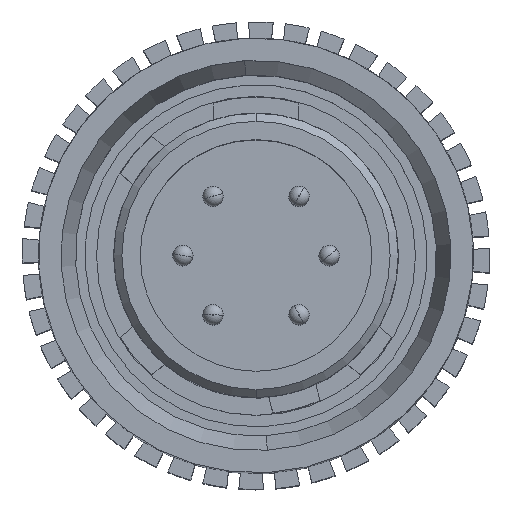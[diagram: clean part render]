
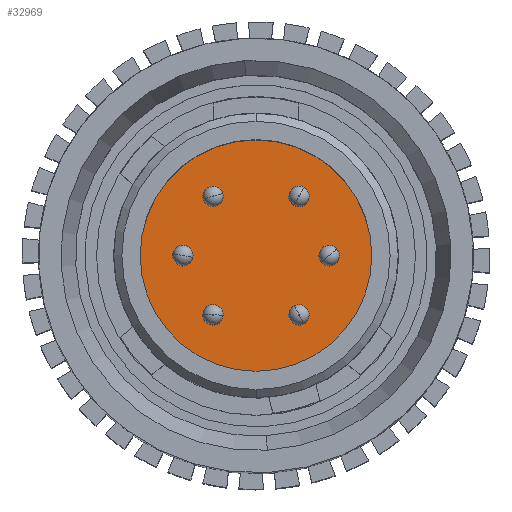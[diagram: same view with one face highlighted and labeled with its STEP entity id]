
A CAD part, top view. The second image highlights one B-rep face of the part: STEP entity #32969.
In plain terms, the highlighted planar face has unit normal (0, 0, 1).
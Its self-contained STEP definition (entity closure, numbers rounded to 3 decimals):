
#36 = AXIS2_PLACEMENT_3D ( 'NONE', #11009, #42549, #47207 ) ;
#105 = DIRECTION ( 'NONE',  ( 0., 0., 1. ) ) ;
#658 = EDGE_CURVE ( 'NONE', #35661, #24809, #31337, .T. ) ;
#1283 = CARTESIAN_POINT ( 'NONE',  ( 1.058, -1.456, 0. ) ) ;
#1309 = CARTESIAN_POINT ( 'NONE',  ( 1.058, 1.456, 0. ) ) ;
#1354 = CARTESIAN_POINT ( 'NONE',  ( -1.058, 1.456, 0. ) ) ;
#1441 = FACE_BOUND ( 'NONE', #5858, .T. ) ;
#1525 = EDGE_CURVE ( 'NONE', #50424, #3200, #19484, .T. ) ;
#1642 = CIRCLE ( 'NONE', #25572, 2.85 ) ;
#1705 = FACE_BOUND ( 'NONE', #49381, .T. ) ;
#1797 = CARTESIAN_POINT ( 'NONE',  ( -1.058, -1.456, 0. ) ) ;
#2078 = CIRCLE ( 'NONE', #4521, 0.25 ) ;
#2198 = DIRECTION ( 'NONE',  ( 0., 0., -1. ) ) ;
#2558 = CIRCLE ( 'NONE', #28033, 0.25 ) ;
#2811 = CARTESIAN_POINT ( 'NONE',  ( 1.058, -1.456, 0. ) ) ;
#3200 = VERTEX_POINT ( 'NONE', #21492 ) ;
#3298 = VERTEX_POINT ( 'NONE', #33886 ) ;
#3374 = VERTEX_POINT ( 'NONE', #7253 ) ;
#3403 = CIRCLE ( 'NONE', #28964, 0.25 ) ;
#3844 = EDGE_CURVE ( 'NONE', #3200, #50424, #1642, .T. ) ;
#4521 = AXIS2_PLACEMENT_3D ( 'NONE', #1354, #37292, #28739 ) ;
#4824 = ORIENTED_EDGE ( 'NONE', *, *, #10302, .T. ) ;
#4949 = ORIENTED_EDGE ( 'NONE', *, *, #10061, .T. ) ;
#5278 = EDGE_CURVE ( 'NONE', #17949, #3374, #42540, .T. ) ;
#5562 = FACE_BOUND ( 'NONE', #17742, .T. ) ;
#5835 = DIRECTION ( 'NONE',  ( 0., 0., 1. ) ) ;
#5858 = EDGE_LOOP ( 'NONE', ( #32236, #47097 ) ) ;
#6127 = EDGE_LOOP ( 'NONE', ( #4824, #4949 ) ) ;
#6398 = EDGE_LOOP ( 'NONE', ( #42531, #36550 ) ) ;
#7084 = CARTESIAN_POINT ( 'NONE',  ( -1.554, -0.044, 0. ) ) ;
#7253 = CARTESIAN_POINT ( 'NONE',  ( 1.176, -1.677, 0. ) ) ;
#7536 = DIRECTION ( 'NONE',  ( 0., -1., 0. ) ) ;
#7842 = CIRCLE ( 'NONE', #32601, 0.25 ) ;
#7969 = EDGE_CURVE ( 'NONE', #45031, #9114, #2558, .T. ) ;
#8065 = CARTESIAN_POINT ( 'NONE',  ( 0., 0., 0. ) ) ;
#8598 = CARTESIAN_POINT ( 'NONE',  ( 1.8, 0., 0. ) ) ;
#9091 = DIRECTION ( 'NONE',  ( 1., 0., 0. ) ) ;
#9114 = VERTEX_POINT ( 'NONE', #47027 ) ;
#9215 = VERTEX_POINT ( 'NONE', #12847 ) ;
#10061 = EDGE_CURVE ( 'NONE', #9215, #46270, #49412, .T. ) ;
#10079 = DIRECTION ( 'NONE',  ( 1., 0., 0. ) ) ;
#10302 = EDGE_CURVE ( 'NONE', #46270, #9215, #17081, .T. ) ;
#10913 = ORIENTED_EDGE ( 'NONE', *, *, #22059, .F. ) ;
#10959 = AXIS2_PLACEMENT_3D ( 'NONE', #16788, #28656, #23323 ) ;
#11009 = CARTESIAN_POINT ( 'NONE',  ( -1.8, 0., 0. ) ) ;
#11927 = CARTESIAN_POINT ( 'NONE',  ( 1.8, 0., 0. ) ) ;
#12000 = AXIS2_PLACEMENT_3D ( 'NONE', #2811, #18572, #22699 ) ;
#12711 = EDGE_CURVE ( 'NONE', #3298, #49369, #21651, .T. ) ;
#12758 = DIRECTION ( 'NONE',  ( 1., 0., 0. ) ) ;
#12847 = CARTESIAN_POINT ( 'NONE',  ( 1.612, -0.165, 0. ) ) ;
#13337 = ORIENTED_EDGE ( 'NONE', *, *, #1525, .F. ) ;
#14634 = ORIENTED_EDGE ( 'NONE', *, *, #37899, .F. ) ;
#16351 = DIRECTION ( 'NONE',  ( 0., 0., -1. ) ) ;
#16542 = CARTESIAN_POINT ( 'NONE',  ( -1.058, -1.456, 0. ) ) ;
#16754 = ORIENTED_EDGE ( 'NONE', *, *, #12711, .F. ) ;
#16788 = CARTESIAN_POINT ( 'NONE',  ( 1.058, 1.456, 0. ) ) ;
#16909 = DIRECTION ( 'NONE',  ( 0., -1., 0. ) ) ;
#17081 = CIRCLE ( 'NONE', #32797, 0.25 ) ;
#17197 = FACE_OUTER_BOUND ( 'NONE', #34905, .T. ) ;
#17457 = FACE_BOUND ( 'NONE', #6398, .T. ) ;
#17489 = VERTEX_POINT ( 'NONE', #26480 ) ;
#17742 = EDGE_LOOP ( 'NONE', ( #10913, #22574 ) ) ;
#17778 = CARTESIAN_POINT ( 'NONE',  ( -1.058, 1.456, 0. ) ) ;
#17949 = VERTEX_POINT ( 'NONE', #37592 ) ;
#18572 = DIRECTION ( 'NONE',  ( 0., 0., 1. ) ) ;
#19484 = CIRCLE ( 'NONE', #40182, 2.85 ) ;
#19672 = DIRECTION ( 'NONE',  ( 1., 0., 0. ) ) ;
#20841 = CIRCLE ( 'NONE', #10959, 0.25 ) ;
#21492 = CARTESIAN_POINT ( 'NONE',  ( 0., 2.85, 0. ) ) ;
#21651 = CIRCLE ( 'NONE', #22509, 0.25 ) ;
#22059 = EDGE_CURVE ( 'NONE', #9114, #45031, #2078, .T. ) ;
#22244 = AXIS2_PLACEMENT_3D ( 'NONE', #16542, #39295, #23500 ) ;
#22269 = CARTESIAN_POINT ( 'NONE',  ( -1.308, -1.444, 0. ) ) ;
#22509 = AXIS2_PLACEMENT_3D ( 'NONE', #1309, #40623, #40110 ) ;
#22574 = ORIENTED_EDGE ( 'NONE', *, *, #7969, .F. ) ;
#22699 = DIRECTION ( 'NONE',  ( 1., 0., 0. ) ) ;
#23323 = DIRECTION ( 'NONE',  ( 1., 0., 0. ) ) ;
#23500 = DIRECTION ( 'NONE',  ( 1., 0., 0. ) ) ;
#24809 = VERTEX_POINT ( 'NONE', #22269 ) ;
#24855 = DIRECTION ( 'NONE',  ( 0., 0., -1. ) ) ;
#25198 = FACE_BOUND ( 'NONE', #6127, .T. ) ;
#25572 = AXIS2_PLACEMENT_3D ( 'NONE', #44849, #2198, #16909 ) ;
#26326 = VERTEX_POINT ( 'NONE', #7084 ) ;
#26480 = CARTESIAN_POINT ( 'NONE',  ( -2.046, 0.044, 0. ) ) ;
#27708 = ORIENTED_EDGE ( 'NONE', *, *, #30562, .F. ) ;
#28033 = AXIS2_PLACEMENT_3D ( 'NONE', #17778, #105, #40188 ) ;
#28198 = DIRECTION ( 'NONE',  ( 0., 0., -1. ) ) ;
#28656 = DIRECTION ( 'NONE',  ( 0., 0., 1. ) ) ;
#28739 = DIRECTION ( 'NONE',  ( 1., 0., 0. ) ) ;
#28964 = AXIS2_PLACEMENT_3D ( 'NONE', #1283, #32795, #41112 ) ;
#29466 = CARTESIAN_POINT ( 'NONE',  ( 1.988, 0.165, 0. ) ) ;
#30562 = EDGE_CURVE ( 'NONE', #49369, #3298, #20841, .T. ) ;
#31337 = CIRCLE ( 'NONE', #22244, 0.25 ) ;
#32106 = DIRECTION ( 'NONE',  ( 0., -1., 0. ) ) ;
#32236 = ORIENTED_EDGE ( 'NONE', *, *, #48720, .F. ) ;
#32601 = AXIS2_PLACEMENT_3D ( 'NONE', #40138, #28198, #9091 ) ;
#32795 = DIRECTION ( 'NONE',  ( 0., 0., 1. ) ) ;
#32797 = AXIS2_PLACEMENT_3D ( 'NONE', #8598, #24855, #12758 ) ;
#32969 = ADVANCED_FACE ( 'NONE', ( #25198, #1441, #17197, #41008, #5562, #1705, #17457 ), #41281, .T. ) ;
#32972 = ORIENTED_EDGE ( 'NONE', *, *, #5278, .F. ) ;
#33886 = CARTESIAN_POINT ( 'NONE',  ( 0.932, 1.24, 0. ) ) ;
#34360 = AXIS2_PLACEMENT_3D ( 'NONE', #1797, #49876, #10079 ) ;
#34905 = EDGE_LOOP ( 'NONE', ( #38990, #13337 ) ) ;
#35661 = VERTEX_POINT ( 'NONE', #36682 ) ;
#35957 = DIRECTION ( 'NONE',  ( 0., 0., -1. ) ) ;
#36550 = ORIENTED_EDGE ( 'NONE', *, *, #47143, .T. ) ;
#36682 = CARTESIAN_POINT ( 'NONE',  ( -0.808, -1.469, 0. ) ) ;
#36936 = AXIS2_PLACEMENT_3D ( 'NONE', #49281, #5835, #7536 ) ;
#37192 = CIRCLE ( 'NONE', #36, 0.25 ) ;
#37292 = DIRECTION ( 'NONE',  ( 0., 0., 1. ) ) ;
#37316 = EDGE_CURVE ( 'NONE', #17489, #26326, #37192, .T. ) ;
#37592 = CARTESIAN_POINT ( 'NONE',  ( 0.94, -1.236, 0. ) ) ;
#37677 = CARTESIAN_POINT ( 'NONE',  ( -1.299, 1.391, 0. ) ) ;
#37899 = EDGE_CURVE ( 'NONE', #3374, #17949, #3403, .T. ) ;
#38663 = AXIS2_PLACEMENT_3D ( 'NONE', #11927, #35957, #19672 ) ;
#38990 = ORIENTED_EDGE ( 'NONE', *, *, #3844, .F. ) ;
#39295 = DIRECTION ( 'NONE',  ( 0., 0., 1. ) ) ;
#39330 = CIRCLE ( 'NONE', #34360, 0.25 ) ;
#40110 = DIRECTION ( 'NONE',  ( 1., 0., 0. ) ) ;
#40138 = CARTESIAN_POINT ( 'NONE',  ( -1.8, 0., 0. ) ) ;
#40182 = AXIS2_PLACEMENT_3D ( 'NONE', #8065, #16351, #32106 ) ;
#40188 = DIRECTION ( 'NONE',  ( 1., 0., 0. ) ) ;
#40623 = DIRECTION ( 'NONE',  ( 0., 0., 1. ) ) ;
#40878 = CARTESIAN_POINT ( 'NONE',  ( 0., -2.85, 0. ) ) ;
#41008 = FACE_BOUND ( 'NONE', #42332, .T. ) ;
#41112 = DIRECTION ( 'NONE',  ( 1., 0., 0. ) ) ;
#41281 = PLANE ( 'NONE',  #36936 ) ;
#42332 = EDGE_LOOP ( 'NONE', ( #32972, #14634 ) ) ;
#42531 = ORIENTED_EDGE ( 'NONE', *, *, #37316, .T. ) ;
#42540 = CIRCLE ( 'NONE', #12000, 0.25 ) ;
#42549 = DIRECTION ( 'NONE',  ( 0., 0., -1. ) ) ;
#44849 = CARTESIAN_POINT ( 'NONE',  ( 0., 0., 0. ) ) ;
#45031 = VERTEX_POINT ( 'NONE', #37677 ) ;
#46270 = VERTEX_POINT ( 'NONE', #29466 ) ;
#47027 = CARTESIAN_POINT ( 'NONE',  ( -0.817, 1.522, 0. ) ) ;
#47097 = ORIENTED_EDGE ( 'NONE', *, *, #658, .F. ) ;
#47143 = EDGE_CURVE ( 'NONE', #26326, #17489, #7842, .T. ) ;
#47207 = DIRECTION ( 'NONE',  ( 1., 0., 0. ) ) ;
#47630 = CARTESIAN_POINT ( 'NONE',  ( 1.184, 1.672, 0. ) ) ;
#48720 = EDGE_CURVE ( 'NONE', #24809, #35661, #39330, .T. ) ;
#49281 = CARTESIAN_POINT ( 'NONE',  ( 1.3, 0., 0. ) ) ;
#49369 = VERTEX_POINT ( 'NONE', #47630 ) ;
#49381 = EDGE_LOOP ( 'NONE', ( #27708, #16754 ) ) ;
#49412 = CIRCLE ( 'NONE', #38663, 0.25 ) ;
#49876 = DIRECTION ( 'NONE',  ( 0., 0., 1. ) ) ;
#50424 = VERTEX_POINT ( 'NONE', #40878 ) ;
